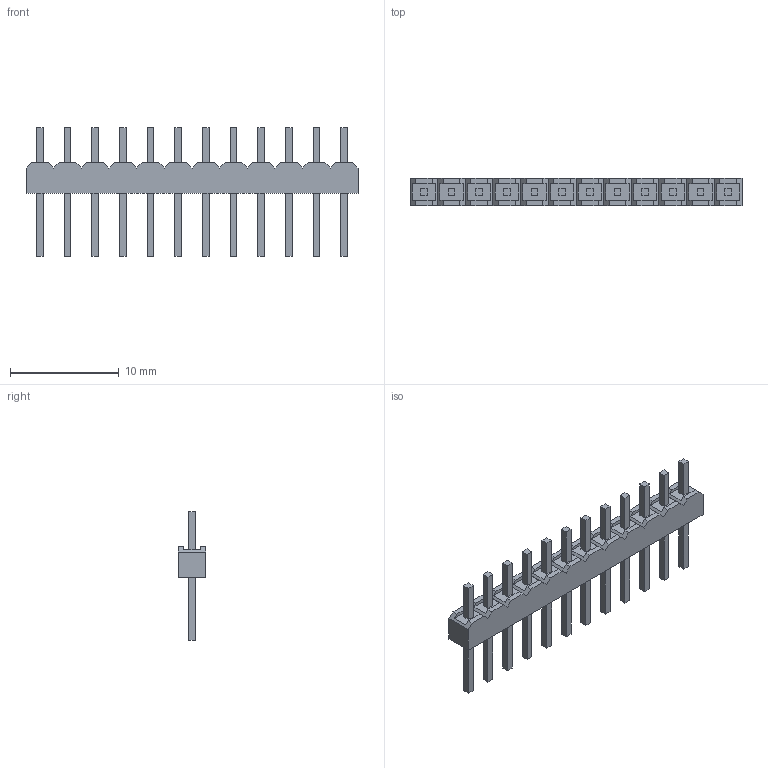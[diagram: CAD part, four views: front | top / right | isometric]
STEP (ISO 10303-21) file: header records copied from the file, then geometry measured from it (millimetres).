
FILE_DESCRIPTION(('STEP AP214'),'1');
FILE_NAME('1-826646-2.stp','2016-05-25T08:27:22',('TraceParts'),('TraceParts S.A.'),'Spatial InterOp 3D',' ',' ');
FILE_SCHEMA(('automotive_design'));
Length unit declared in the file: millimetre
Products named in the file (1): C-0826646-12-3
Bounding box: 30.48 x 2.5 x 11.8 mm (x, y, z)
Volume: 240.2 mm3; surface area: 631 mm2
Topology: 1 solids, 1 shells, 209 faces, 549 edges, 366 vertices
Faces by surface type: plane 209
Entity records: 6318 total; most frequent: CARTESIAN_POINT 1125, ORIENTED_EDGE 1098, DIRECTION 969, EDGE_CURVE 549, LINE 549, VECTOR 549, VERTEX_POINT 366, EDGE_LOOP 233
